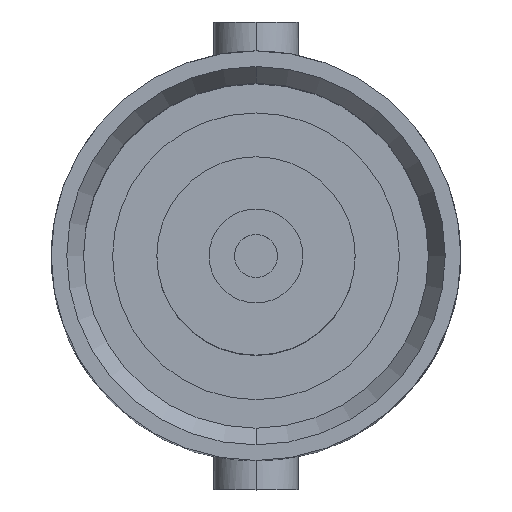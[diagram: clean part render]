
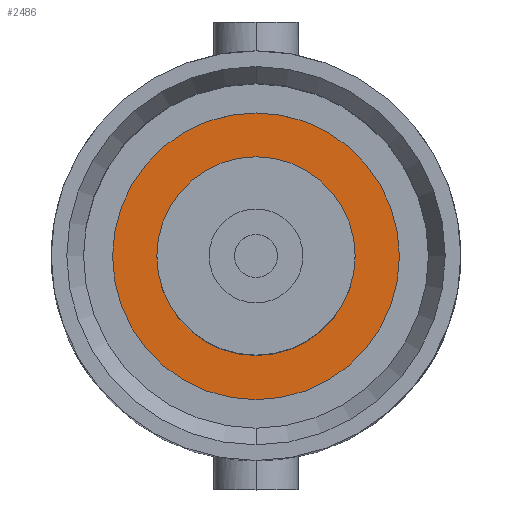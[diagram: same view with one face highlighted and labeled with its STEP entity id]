
A CAD part, top view. The second image highlights one B-rep face of the part: STEP entity #2486.
In plain terms, the highlighted planar face has unit normal (0, 0, 1).
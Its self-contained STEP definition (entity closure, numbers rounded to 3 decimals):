
#2335 = CYLINDRICAL_SURFACE('',#2336,3.378);
#2336 = AXIS2_PLACEMENT_3D('',#2337,#2338,#2339);
#2337 = CARTESIAN_POINT('',(0.,0.,-16.695));
#2338 = DIRECTION('',(0.,0.,1.));
#2339 = DIRECTION('',(0.,1.,0.));
#2366 = CYLINDRICAL_SURFACE('',#2367,3.378);
#2367 = AXIS2_PLACEMENT_3D('',#2368,#2369,#2370);
#2368 = CARTESIAN_POINT('',(0.,0.,-16.695));
#2369 = DIRECTION('',(0.,0.,1.));
#2370 = DIRECTION('',(0.,1.,0.));
#2382 = VERTEX_POINT('',#2383);
#2383 = CARTESIAN_POINT('',(0.,3.378,-8.458));
#2404 = EDGE_CURVE('',#2382,#2405,#2407,.T.);
#2405 = VERTEX_POINT('',#2406);
#2406 = CARTESIAN_POINT('',(0.,-3.378,-8.458));
#2407 = SURFACE_CURVE('',#2408,(#2413,#2420),.PCURVE_S1.);
#2408 = CIRCLE('',#2409,3.378);
#2409 = AXIS2_PLACEMENT_3D('',#2410,#2411,#2412);
#2410 = CARTESIAN_POINT('',(0.,0.,-8.458));
#2411 = DIRECTION('',(0.,-0.,1.));
#2412 = DIRECTION('',(0.,1.,0.));
#2413 = PCURVE('',#2335,#2414);
#2414 = DEFINITIONAL_REPRESENTATION('',(#2415),#2419);
#2415 = LINE('',#2416,#2417);
#2416 = CARTESIAN_POINT('',(0.,8.237));
#2417 = VECTOR('',#2418,1.);
#2418 = DIRECTION('',(1.,0.));
#2419 = ( GEOMETRIC_REPRESENTATION_CONTEXT(2) 
PARAMETRIC_REPRESENTATION_CONTEXT() REPRESENTATION_CONTEXT('2D SPACE',''
  ) );
#2420 = PCURVE('',#2421,#2426);
#2421 = PLANE('',#2422);
#2422 = AXIS2_PLACEMENT_3D('',#2423,#2424,#2425);
#2423 = CARTESIAN_POINT('',(0.,0.,-8.458));
#2424 = DIRECTION('',(0.,0.,1.));
#2425 = DIRECTION('',(0.,1.,0.));
#2426 = DEFINITIONAL_REPRESENTATION('',(#2427),#2431);
#2427 = CIRCLE('',#2428,3.378);
#2428 = AXIS2_PLACEMENT_2D('',#2429,#2430);
#2429 = CARTESIAN_POINT('',(0.,0.));
#2430 = DIRECTION('',(1.,0.));
#2431 = ( GEOMETRIC_REPRESENTATION_CONTEXT(2) 
PARAMETRIC_REPRESENTATION_CONTEXT() REPRESENTATION_CONTEXT('2D SPACE',''
  ) );
#2461 = EDGE_CURVE('',#2382,#2405,#2462,.T.);
#2462 = SURFACE_CURVE('',#2463,(#2468,#2475),.PCURVE_S1.);
#2463 = CIRCLE('',#2464,3.378);
#2464 = AXIS2_PLACEMENT_3D('',#2465,#2466,#2467);
#2465 = CARTESIAN_POINT('',(0.,0.,-8.458));
#2466 = DIRECTION('',(0.,0.,-1.));
#2467 = DIRECTION('',(0.,1.,0.));
#2468 = PCURVE('',#2366,#2469);
#2469 = DEFINITIONAL_REPRESENTATION('',(#2470),#2474);
#2470 = LINE('',#2471,#2472);
#2471 = CARTESIAN_POINT('',(6.283,8.237));
#2472 = VECTOR('',#2473,1.);
#2473 = DIRECTION('',(-1.,0.));
#2474 = ( GEOMETRIC_REPRESENTATION_CONTEXT(2) 
PARAMETRIC_REPRESENTATION_CONTEXT() REPRESENTATION_CONTEXT('2D SPACE',''
  ) );
#2475 = PCURVE('',#2421,#2476);
#2476 = DEFINITIONAL_REPRESENTATION('',(#2477),#2485);
#2477 = ( BOUNDED_CURVE() B_SPLINE_CURVE(2,(#2478,#2479,#2480,#2481,
#2482,#2483,#2484),.UNSPECIFIED.,.T.,.F.) B_SPLINE_CURVE_WITH_KNOTS((1,2
    ,2,2,2,1),(-2.094,0.,2.094,4.189,
6.283,8.378),.UNSPECIFIED.) CURVE() 
GEOMETRIC_REPRESENTATION_ITEM() RATIONAL_B_SPLINE_CURVE((1.,0.5,1.,0.5,
1.,0.5,1.)) REPRESENTATION_ITEM('') );
#2478 = CARTESIAN_POINT('',(3.378,0.));
#2479 = CARTESIAN_POINT('',(3.378,-5.851));
#2480 = CARTESIAN_POINT('',(-1.689,-2.926));
#2481 = CARTESIAN_POINT('',(-6.756,0.));
#2482 = CARTESIAN_POINT('',(-1.689,2.926));
#2483 = CARTESIAN_POINT('',(3.378,5.851));
#2484 = CARTESIAN_POINT('',(3.378,0.));
#2485 = ( GEOMETRIC_REPRESENTATION_CONTEXT(2) 
PARAMETRIC_REPRESENTATION_CONTEXT() REPRESENTATION_CONTEXT('2D SPACE',''
  ) );
#2486 = ADVANCED_FACE('',(#2487,#2491),#2421,.T.);
#2487 = FACE_BOUND('',#2488,.F.);
#2488 = EDGE_LOOP('',(#2489,#2490));
#2489 = ORIENTED_EDGE('',*,*,#2461,.T.);
#2490 = ORIENTED_EDGE('',*,*,#2404,.F.);
#2491 = FACE_BOUND('',#2492,.F.);
#2492 = EDGE_LOOP('',(#2493,#2524));
#2493 = ORIENTED_EDGE('',*,*,#2494,.T.);
#2494 = EDGE_CURVE('',#2495,#2497,#2499,.T.);
#2495 = VERTEX_POINT('',#2496);
#2496 = CARTESIAN_POINT('',(0.,2.337,-8.458));
#2497 = VERTEX_POINT('',#2498);
#2498 = CARTESIAN_POINT('',(0.,-2.337,-8.458));
#2499 = SURFACE_CURVE('',#2500,(#2505,#2512),.PCURVE_S1.);
#2500 = CIRCLE('',#2501,2.337);
#2501 = AXIS2_PLACEMENT_3D('',#2502,#2503,#2504);
#2502 = CARTESIAN_POINT('',(0.,0.,-8.458));
#2503 = DIRECTION('',(0.,-0.,1.));
#2504 = DIRECTION('',(0.,1.,0.));
#2505 = PCURVE('',#2421,#2506);
#2506 = DEFINITIONAL_REPRESENTATION('',(#2507),#2511);
#2507 = CIRCLE('',#2508,2.337);
#2508 = AXIS2_PLACEMENT_2D('',#2509,#2510);
#2509 = CARTESIAN_POINT('',(0.,0.));
#2510 = DIRECTION('',(1.,0.));
#2511 = ( GEOMETRIC_REPRESENTATION_CONTEXT(2) 
PARAMETRIC_REPRESENTATION_CONTEXT() REPRESENTATION_CONTEXT('2D SPACE',''
  ) );
#2512 = PCURVE('',#2513,#2518);
#2513 = CYLINDRICAL_SURFACE('',#2514,2.337);
#2514 = AXIS2_PLACEMENT_3D('',#2515,#2516,#2517);
#2515 = CARTESIAN_POINT('',(0.,0.,-16.695));
#2516 = DIRECTION('',(0.,0.,1.));
#2517 = DIRECTION('',(0.,1.,0.));
#2518 = DEFINITIONAL_REPRESENTATION('',(#2519),#2523);
#2519 = LINE('',#2520,#2521);
#2520 = CARTESIAN_POINT('',(0.,8.237));
#2521 = VECTOR('',#2522,1.);
#2522 = DIRECTION('',(1.,0.));
#2523 = ( GEOMETRIC_REPRESENTATION_CONTEXT(2) 
PARAMETRIC_REPRESENTATION_CONTEXT() REPRESENTATION_CONTEXT('2D SPACE',''
  ) );
#2524 = ORIENTED_EDGE('',*,*,#2525,.F.);
#2525 = EDGE_CURVE('',#2495,#2497,#2526,.T.);
#2526 = SURFACE_CURVE('',#2527,(#2532,#2543),.PCURVE_S1.);
#2527 = CIRCLE('',#2528,2.337);
#2528 = AXIS2_PLACEMENT_3D('',#2529,#2530,#2531);
#2529 = CARTESIAN_POINT('',(0.,0.,-8.458));
#2530 = DIRECTION('',(0.,0.,-1.));
#2531 = DIRECTION('',(0.,1.,0.));
#2532 = PCURVE('',#2421,#2533);
#2533 = DEFINITIONAL_REPRESENTATION('',(#2534),#2542);
#2534 = ( BOUNDED_CURVE() B_SPLINE_CURVE(2,(#2535,#2536,#2537,#2538,
#2539,#2540,#2541),.UNSPECIFIED.,.T.,.F.) B_SPLINE_CURVE_WITH_KNOTS((1,2
    ,2,2,2,1),(-2.094,0.,2.094,4.189,
6.283,8.378),.UNSPECIFIED.) CURVE() 
GEOMETRIC_REPRESENTATION_ITEM() RATIONAL_B_SPLINE_CURVE((1.,0.5,1.,0.5,
1.,0.5,1.)) REPRESENTATION_ITEM('') );
#2535 = CARTESIAN_POINT('',(2.337,0.));
#2536 = CARTESIAN_POINT('',(2.337,-4.047));
#2537 = CARTESIAN_POINT('',(-1.168,-2.024));
#2538 = CARTESIAN_POINT('',(-4.674,0.));
#2539 = CARTESIAN_POINT('',(-1.168,2.024));
#2540 = CARTESIAN_POINT('',(2.337,4.047));
#2541 = CARTESIAN_POINT('',(2.337,0.));
#2542 = ( GEOMETRIC_REPRESENTATION_CONTEXT(2) 
PARAMETRIC_REPRESENTATION_CONTEXT() REPRESENTATION_CONTEXT('2D SPACE',''
  ) );
#2543 = PCURVE('',#2544,#2549);
#2544 = CYLINDRICAL_SURFACE('',#2545,2.337);
#2545 = AXIS2_PLACEMENT_3D('',#2546,#2547,#2548);
#2546 = CARTESIAN_POINT('',(0.,0.,-16.695));
#2547 = DIRECTION('',(0.,0.,1.));
#2548 = DIRECTION('',(0.,1.,0.));
#2549 = DEFINITIONAL_REPRESENTATION('',(#2550),#2554);
#2550 = LINE('',#2551,#2552);
#2551 = CARTESIAN_POINT('',(6.283,8.237));
#2552 = VECTOR('',#2553,1.);
#2553 = DIRECTION('',(-1.,0.));
#2554 = ( GEOMETRIC_REPRESENTATION_CONTEXT(2) 
PARAMETRIC_REPRESENTATION_CONTEXT() REPRESENTATION_CONTEXT('2D SPACE',''
  ) );
